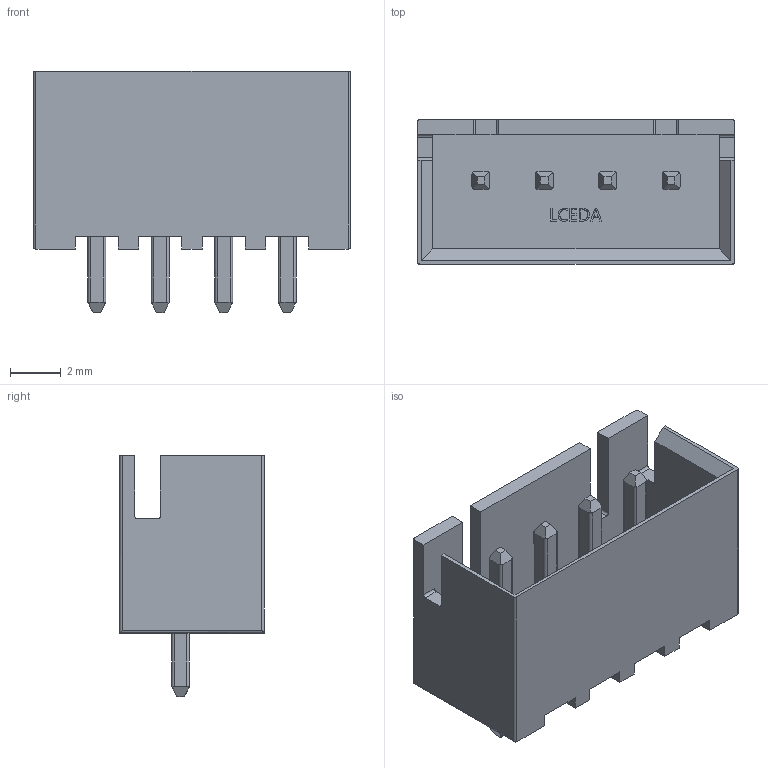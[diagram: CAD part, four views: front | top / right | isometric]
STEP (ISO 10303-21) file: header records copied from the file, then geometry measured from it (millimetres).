
FILE_DESCRIPTION (( 'STEP AP214' ), '1' );
FILE_NAME ('CONN-TH_4P-P2.50_XH-4A.step', '2022-08-08T03:43:05', ( '' ), ( '' ), 'SwSTEP 2.0', 'SolidWorks 2020', '' );
FILE_SCHEMA (( 'AUTOMOTIVE_DESIGN' ));
Length unit declared in the file: millimetre
Products named in the file (1): CONN-TH_4P-P2.50_XH-4A
Bounding box: 12.5 x 5.7 x 9.5 mm (x, y, z)
Volume: 229.2 mm3; surface area: 631 mm2
Topology: 14 solids, 14 shells, 451 faces, 1218 edges, 810 vertices
Faces by surface type: plane 293, bspline 112, cylinder 46
Entity records: 20344 total; most frequent: CARTESIAN_POINT 4788, ORIENTED_EDGE 2436, DIRECTION 1654, EDGE_CURVE 1218, VECTOR 870, LINE 870, VERTEX_POINT 810, EDGE_LOOP 478
